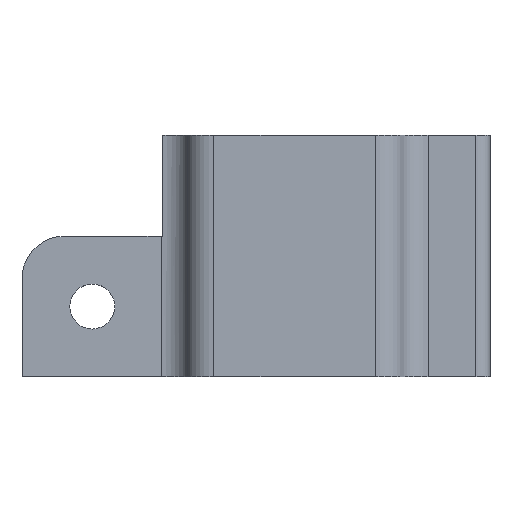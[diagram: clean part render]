
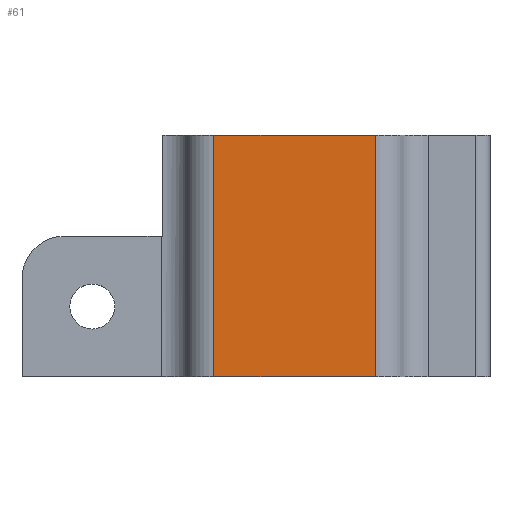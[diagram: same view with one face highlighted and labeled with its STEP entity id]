
A CAD part, top view. The second image highlights one B-rep face of the part: STEP entity #61.
In plain terms, the highlighted planar face has unit normal (0, 0, 1).
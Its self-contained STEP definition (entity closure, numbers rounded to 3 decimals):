
#3 = CARTESIAN_POINT ( 'NONE',  ( 5.753, 17.2, 5.6 ) ) ;
#37 = ORIENTED_EDGE ( 'NONE', *, *, #513, .T. ) ;
#55 = VECTOR ( 'NONE', #213, 1000. ) ;
#61 = ADVANCED_FACE ( 'NONE', ( #144 ), #754, .F. ) ;
#64 = DIRECTION ( 'NONE',  ( 0., -1., 0. ) ) ;
#74 = LINE ( 'NONE', #477, #55 ) ;
#144 = FACE_OUTER_BOUND ( 'NONE', #228, .T. ) ;
#213 = DIRECTION ( 'NONE',  ( 1., 0., 0. ) ) ;
#222 = LINE ( 'NONE', #416, #668 ) ;
#228 = EDGE_LOOP ( 'NONE', ( #242, #722, #37, #471 ) ) ;
#235 = VECTOR ( 'NONE', #526, 1000. ) ;
#242 = ORIENTED_EDGE ( 'NONE', *, *, #523, .F. ) ;
#281 = CARTESIAN_POINT ( 'NONE',  ( -7.5, 0., 5.6 ) ) ;
#398 = LINE ( 'NONE', #281, #235 ) ;
#399 = AXIS2_PLACEMENT_3D ( 'NONE', #693, #560, #484 ) ;
#416 = CARTESIAN_POINT ( 'NONE',  ( 5.753, 17.2, 5.6 ) ) ;
#457 = CARTESIAN_POINT ( 'NONE',  ( -5.753, 17.2, 5.6 ) ) ;
#471 = ORIENTED_EDGE ( 'NONE', *, *, #595, .T. ) ;
#477 = CARTESIAN_POINT ( 'NONE',  ( -7.5, 17.2, 5.6 ) ) ;
#484 = DIRECTION ( 'NONE',  ( -1., 0., 0. ) ) ;
#512 = VERTEX_POINT ( 'NONE', #3 ) ;
#513 = EDGE_CURVE ( 'NONE', #629, #849, #398, .T. ) ;
#516 = CARTESIAN_POINT ( 'NONE',  ( 5.753, 0., 5.6 ) ) ;
#519 = EDGE_CURVE ( 'NONE', #844, #629, #838, .T. ) ;
#523 = EDGE_CURVE ( 'NONE', #844, #512, #74, .T. ) ;
#526 = DIRECTION ( 'NONE',  ( 1., 0., 0. ) ) ;
#540 = CARTESIAN_POINT ( 'NONE',  ( -5.753, 0., 5.6 ) ) ;
#560 = DIRECTION ( 'NONE',  ( 0., 0., -1. ) ) ;
#595 = EDGE_CURVE ( 'NONE', #849, #512, #222, .T. ) ;
#629 = VERTEX_POINT ( 'NONE', #540 ) ;
#646 = CARTESIAN_POINT ( 'NONE',  ( -5.753, 17.2, 5.6 ) ) ;
#668 = VECTOR ( 'NONE', #683, 1000. ) ;
#683 = DIRECTION ( 'NONE',  ( 0., 1., 0. ) ) ;
#693 = CARTESIAN_POINT ( 'NONE',  ( -7.5, 17.2, 5.6 ) ) ;
#722 = ORIENTED_EDGE ( 'NONE', *, *, #519, .T. ) ;
#726 = VECTOR ( 'NONE', #64, 1000. ) ;
#754 = PLANE ( 'NONE',  #399 ) ;
#838 = LINE ( 'NONE', #457, #726 ) ;
#844 = VERTEX_POINT ( 'NONE', #646 ) ;
#849 = VERTEX_POINT ( 'NONE', #516 ) ;
